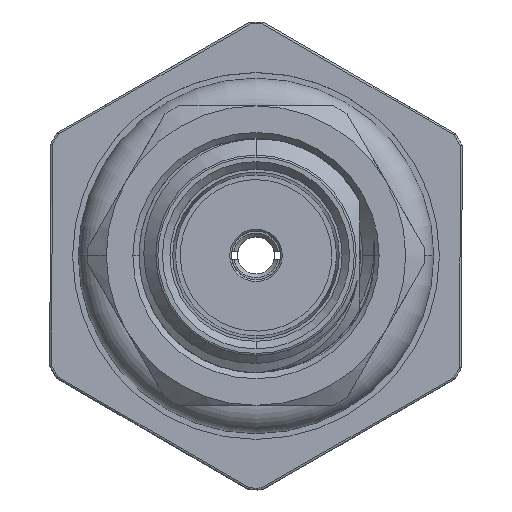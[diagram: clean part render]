
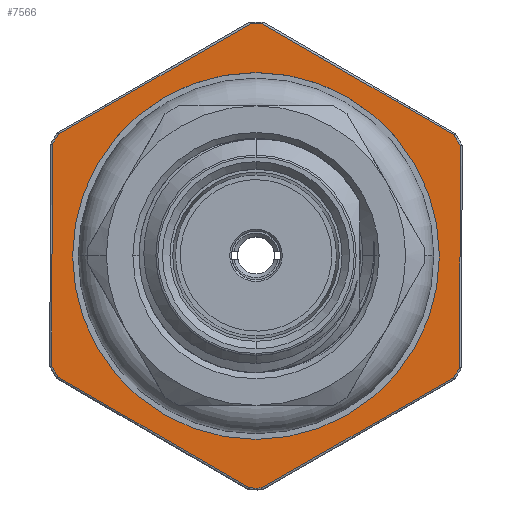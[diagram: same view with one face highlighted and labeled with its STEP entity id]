
A CAD part, top view. The second image highlights one B-rep face of the part: STEP entity #7566.
In plain terms, the highlighted planar face has unit normal (0, 0, 1).
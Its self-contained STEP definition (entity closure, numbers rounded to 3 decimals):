
#391 = LINE ( 'NONE', #10223, #9258 ) ;
#470 = CARTESIAN_POINT ( 'NONE',  ( -5.294, -3.228, 9.7 ) ) ;
#542 = EDGE_CURVE ( 'NONE', #4855, #1687, #8446, .T. ) ;
#808 = DIRECTION ( 'NONE',  ( 0., -1., 0. ) ) ;
#832 = CIRCLE ( 'NONE', #3327, 6.2 ) ;
#896 = CARTESIAN_POINT ( 'NONE',  ( 0., 0., 9.7 ) ) ;
#916 = ORIENTED_EDGE ( 'NONE', *, *, #2341, .T. ) ;
#1047 = CARTESIAN_POINT ( 'NONE',  ( 0., 0., 9.7 ) ) ;
#1291 = DIRECTION ( 'NONE',  ( 0., -1., 0. ) ) ;
#1308 = EDGE_CURVE ( 'NONE', #13989, #9514, #11764, .T. ) ;
#1323 = CARTESIAN_POINT ( 'NONE',  ( 0., 4.9, 9.7 ) ) ;
#1342 = VERTEX_POINT ( 'NONE', #13872 ) ;
#1393 = ORIENTED_EDGE ( 'NONE', *, *, #542, .T. ) ;
#1687 = VERTEX_POINT ( 'NONE', #12161 ) ;
#1886 = CIRCLE ( 'NONE', #6666, 6.2 ) ;
#1929 = CARTESIAN_POINT ( 'NONE',  ( 0., 0., 9.7 ) ) ;
#1937 = CARTESIAN_POINT ( 'NONE',  ( 0.609, 5.949, 9.7 ) ) ;
#2029 = ORIENTED_EDGE ( 'NONE', *, *, #13546, .T. ) ;
#2066 = LINE ( 'NONE', #7759, #2888 ) ;
#2143 = CARTESIAN_POINT ( 'NONE',  ( 0.149, -6.198, 9.7 ) ) ;
#2212 = FACE_OUTER_BOUND ( 'NONE', #10289, .T. ) ;
#2328 = AXIS2_PLACEMENT_3D ( 'NONE', #1047, #3243, #7797 ) ;
#2341 = EDGE_CURVE ( 'NONE', #10462, #13190, #12989, .T. ) ;
#2435 = EDGE_CURVE ( 'NONE', #9645, #1342, #7994, .T. ) ;
#2549 = AXIS2_PLACEMENT_3D ( 'NONE', #3315, #7659, #10941 ) ;
#2766 = EDGE_CURVE ( 'NONE', #13190, #13610, #3910, .T. ) ;
#2881 = DIRECTION ( 'NONE',  ( 0., -1., 0. ) ) ;
#2888 = VECTOR ( 'NONE', #5342, 1000. ) ;
#2902 = ORIENTED_EDGE ( 'NONE', *, *, #10103, .T. ) ;
#2934 = CARTESIAN_POINT ( 'NONE',  ( 5.294, 3.228, 9.7 ) ) ;
#2946 = EDGE_CURVE ( 'NONE', #13833, #4855, #13449, .T. ) ;
#3005 = CIRCLE ( 'NONE', #2549, 4.9 ) ;
#3115 = ORIENTED_EDGE ( 'NONE', *, *, #12178, .T. ) ;
#3234 = CARTESIAN_POINT ( 'NONE',  ( -0.182, -6.197, 9.7 ) ) ;
#3243 = DIRECTION ( 'NONE',  ( 0., 0., 1. ) ) ;
#3315 = CARTESIAN_POINT ( 'NONE',  ( 0., 0., 9.7 ) ) ;
#3327 = AXIS2_PLACEMENT_3D ( 'NONE', #896, #11642, #13687 ) ;
#3497 = EDGE_CURVE ( 'NONE', #6407, #13989, #9615, .T. ) ;
#3556 = EDGE_CURVE ( 'NONE', #1342, #9645, #3005, .T. ) ;
#3694 = DIRECTION ( 'NONE',  ( 0.867, 0.498, 0. ) ) ;
#3837 = LINE ( 'NONE', #12599, #6733 ) ;
#3846 = CARTESIAN_POINT ( 'NONE',  ( 0., 0., 9.7 ) ) ;
#3910 = CIRCLE ( 'NONE', #11649, 6.2 ) ;
#3943 = ORIENTED_EDGE ( 'NONE', *, *, #1308, .T. ) ;
#4055 = DIRECTION ( 'NONE',  ( 0., 0., 1. ) ) ;
#4063 = LINE ( 'NONE', #1937, #5624 ) ;
#4384 = CARTESIAN_POINT ( 'NONE',  ( 5.276, -3.256, 9.7 ) ) ;
#4837 = CARTESIAN_POINT ( 'NONE',  ( -0.149, 6.198, 9.7 ) ) ;
#4842 = DIRECTION ( 'NONE',  ( 0., -1., 0. ) ) ;
#4855 = VERTEX_POINT ( 'NONE', #8348 ) ;
#5235 = CARTESIAN_POINT ( 'NONE',  ( 5.463, 4.885, 9.7 ) ) ;
#5300 = ORIENTED_EDGE ( 'NONE', *, *, #10269, .T. ) ;
#5342 = DIRECTION ( 'NONE',  ( 0.865, -0.502, 0. ) ) ;
#5624 = VECTOR ( 'NONE', #8417, 1000. ) ;
#5710 = VECTOR ( 'NONE', #8695, 1000. ) ;
#6207 = DIRECTION ( 'NONE',  ( 0., 0., 1. ) ) ;
#6379 = VERTEX_POINT ( 'NONE', #2934 ) ;
#6407 = VERTEX_POINT ( 'NONE', #8559 ) ;
#6521 = EDGE_CURVE ( 'NONE', #1687, #6379, #1886, .T. ) ;
#6556 = FACE_BOUND ( 'NONE', #12271, .T. ) ;
#6666 = AXIS2_PLACEMENT_3D ( 'NONE', #9714, #6207, #808 ) ;
#6733 = VECTOR ( 'NONE', #3694, 1000. ) ;
#6859 = AXIS2_PLACEMENT_3D ( 'NONE', #9487, #4055, #8269 ) ;
#6866 = VERTEX_POINT ( 'NONE', #4837 ) ;
#7055 = DIRECTION ( 'NONE',  ( 0., 0., 1. ) ) ;
#7093 = ORIENTED_EDGE ( 'NONE', *, *, #9832, .T. ) ;
#7133 = DIRECTION ( 'NONE',  ( 0., 1., 0. ) ) ;
#7566 = ADVANCED_FACE ( 'NONE', ( #2212, #6556 ), #7760, .T. ) ;
#7659 = DIRECTION ( 'NONE',  ( 0., 0., -1. ) ) ;
#7670 = CARTESIAN_POINT ( 'NONE',  ( -5.442, 2.97, 9.7 ) ) ;
#7759 = CARTESIAN_POINT ( 'NONE',  ( -4.866, -3.476, 9.7 ) ) ;
#7760 = PLANE ( 'NONE',  #13937 ) ;
#7797 = DIRECTION ( 'NONE',  ( 0., -1., 0. ) ) ;
#7994 = CIRCLE ( 'NONE', #11639, 4.9 ) ;
#8268 = VERTEX_POINT ( 'NONE', #12940 ) ;
#8269 = DIRECTION ( 'NONE',  ( 0., -1., 0. ) ) ;
#8348 = CARTESIAN_POINT ( 'NONE',  ( 5.442, -2.97, 9.7 ) ) ;
#8365 = ORIENTED_EDGE ( 'NONE', *, *, #2946, .T. ) ;
#8417 = DIRECTION ( 'NONE',  ( -0.865, 0.502, 0. ) ) ;
#8446 = LINE ( 'NONE', #5235, #12304 ) ;
#8501 = DIRECTION ( 'NONE',  ( 0., 0., 1. ) ) ;
#8559 = CARTESIAN_POINT ( 'NONE',  ( -5.276, 3.256, 9.7 ) ) ;
#8586 = DIRECTION ( 'NONE',  ( 0.003, 1., 0. ) ) ;
#8695 = DIRECTION ( 'NONE',  ( -0.003, -1., 0. ) ) ;
#8718 = CARTESIAN_POINT ( 'NONE',  ( -5.458, -2.941, 9.7 ) ) ;
#8783 = CIRCLE ( 'NONE', #11071, 6.2 ) ;
#9258 = VECTOR ( 'NONE', #12207, 1000. ) ;
#9487 = CARTESIAN_POINT ( 'NONE',  ( 0., 0., 9.7 ) ) ;
#9514 = VERTEX_POINT ( 'NONE', #8718 ) ;
#9615 = CIRCLE ( 'NONE', #2328, 6.2 ) ;
#9624 = ORIENTED_EDGE ( 'NONE', *, *, #14069, .T. ) ;
#9645 = VERTEX_POINT ( 'NONE', #1323 ) ;
#9714 = CARTESIAN_POINT ( 'NONE',  ( 0., 0., 9.7 ) ) ;
#9773 = CARTESIAN_POINT ( 'NONE',  ( -5.437, 4.915, 9.7 ) ) ;
#9832 = EDGE_CURVE ( 'NONE', #13610, #13833, #3837, .T. ) ;
#9837 = CARTESIAN_POINT ( 'NONE',  ( 0., 4.9, 9.7 ) ) ;
#10103 = EDGE_CURVE ( 'NONE', #9514, #11681, #832, .T. ) ;
#10205 = CARTESIAN_POINT ( 'NONE',  ( 0., -6.2, 9.7 ) ) ;
#10223 = CARTESIAN_POINT ( 'NONE',  ( -0.597, 5.941, 9.7 ) ) ;
#10269 = EDGE_CURVE ( 'NONE', #8268, #6866, #8783, .T. ) ;
#10289 = EDGE_LOOP ( 'NONE', ( #3943, #2902, #2029, #916, #10927, #7093, #8365, #1393, #10299, #9624, #5300, #3115, #13308 ) ) ;
#10299 = ORIENTED_EDGE ( 'NONE', *, *, #6521, .T. ) ;
#10352 = CARTESIAN_POINT ( 'NONE',  ( 0., 0., 9.7 ) ) ;
#10404 = ORIENTED_EDGE ( 'NONE', *, *, #3556, .T. ) ;
#10462 = VERTEX_POINT ( 'NONE', #3234 ) ;
#10640 = DIRECTION ( 'NONE',  ( 0., 0., -1. ) ) ;
#10927 = ORIENTED_EDGE ( 'NONE', *, *, #2766, .T. ) ;
#10941 = DIRECTION ( 'NONE',  ( 0., 1., 0. ) ) ;
#11071 = AXIS2_PLACEMENT_3D ( 'NONE', #12637, #8501, #2881 ) ;
#11155 = ORIENTED_EDGE ( 'NONE', *, *, #2435, .T. ) ;
#11339 = DIRECTION ( 'NONE',  ( 0., 0., 1. ) ) ;
#11639 = AXIS2_PLACEMENT_3D ( 'NONE', #1929, #10640, #7133 ) ;
#11642 = DIRECTION ( 'NONE',  ( 0., 0., 1. ) ) ;
#11649 = AXIS2_PLACEMENT_3D ( 'NONE', #10352, #11339, #4842 ) ;
#11681 = VERTEX_POINT ( 'NONE', #470 ) ;
#11764 = LINE ( 'NONE', #9773, #5710 ) ;
#12099 = DIRECTION ( 'NONE',  ( 0., 0., 1. ) ) ;
#12161 = CARTESIAN_POINT ( 'NONE',  ( 5.458, 2.941, 9.7 ) ) ;
#12178 = EDGE_CURVE ( 'NONE', #6866, #6407, #391, .T. ) ;
#12207 = DIRECTION ( 'NONE',  ( -0.867, -0.498, 0. ) ) ;
#12271 = EDGE_LOOP ( 'NONE', ( #11155, #10404 ) ) ;
#12304 = VECTOR ( 'NONE', #8586, 1000. ) ;
#12558 = AXIS2_PLACEMENT_3D ( 'NONE', #3846, #7055, #13590 ) ;
#12599 = CARTESIAN_POINT ( 'NONE',  ( 4.828, -3.513, 9.7 ) ) ;
#12637 = CARTESIAN_POINT ( 'NONE',  ( 0., 0., 9.7 ) ) ;
#12940 = CARTESIAN_POINT ( 'NONE',  ( 0.182, 6.197, 9.7 ) ) ;
#12989 = CIRCLE ( 'NONE', #6859, 6.2 ) ;
#13190 = VERTEX_POINT ( 'NONE', #10205 ) ;
#13308 = ORIENTED_EDGE ( 'NONE', *, *, #3497, .T. ) ;
#13449 = CIRCLE ( 'NONE', #12558, 6.2 ) ;
#13546 = EDGE_CURVE ( 'NONE', #11681, #10462, #2066, .T. ) ;
#13590 = DIRECTION ( 'NONE',  ( 0., -1., 0. ) ) ;
#13610 = VERTEX_POINT ( 'NONE', #2143 ) ;
#13687 = DIRECTION ( 'NONE',  ( 0., -1., 0. ) ) ;
#13833 = VERTEX_POINT ( 'NONE', #4384 ) ;
#13872 = CARTESIAN_POINT ( 'NONE',  ( 0., -4.9, 9.7 ) ) ;
#13937 = AXIS2_PLACEMENT_3D ( 'NONE', #9837, #12099, #1291 ) ;
#13989 = VERTEX_POINT ( 'NONE', #7670 ) ;
#14069 = EDGE_CURVE ( 'NONE', #6379, #8268, #4063, .T. ) ;
